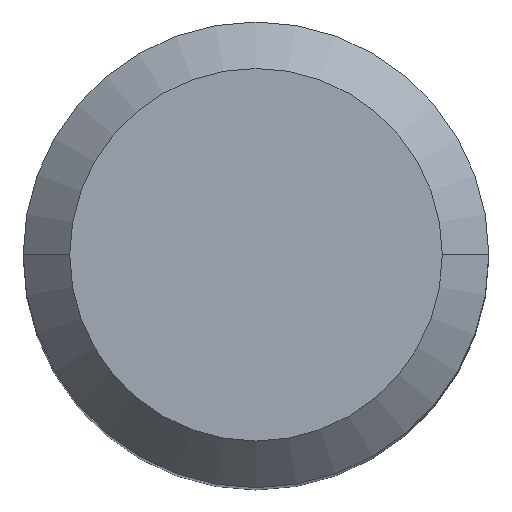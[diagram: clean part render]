
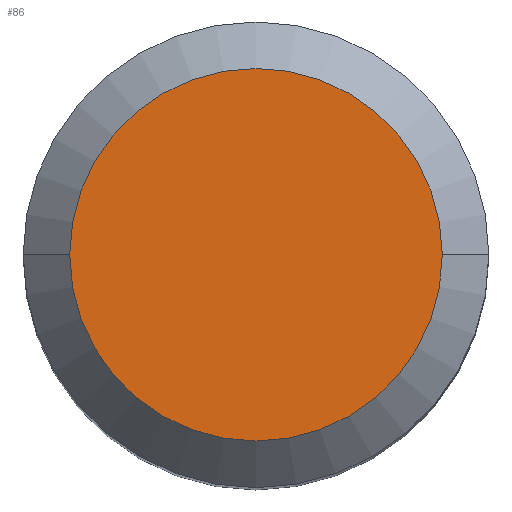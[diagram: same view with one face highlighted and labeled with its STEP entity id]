
A CAD part, top view. The second image highlights one B-rep face of the part: STEP entity #86.
In plain terms, the highlighted planar face has unit normal (0, 0, 1).
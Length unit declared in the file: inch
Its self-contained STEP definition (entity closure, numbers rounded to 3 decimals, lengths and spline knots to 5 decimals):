
#38 = CARTESIAN_POINT ( 'NONE',  ( 0.25196, 0., 0. ) ) ;
#56 = CARTESIAN_POINT ( 'NONE',  ( -0.25196, 0., 0. ) ) ;
#64 = CIRCLE ( 'NONE', #455, 0.25196 ) ;
#76 = VERTEX_POINT ( 'NONE', #56 ) ;
#86 = ADVANCED_FACE ( 'NONE', ( #130 ), #470, .F. ) ;
#87 = DIRECTION ( 'NONE',  ( 1., 0., 0. ) ) ;
#116 = EDGE_LOOP ( 'NONE', ( #123, #219 ) ) ;
#123 = ORIENTED_EDGE ( 'NONE', *, *, #477, .T. ) ;
#125 = AXIS2_PLACEMENT_3D ( 'NONE', #230, #419, #87 ) ;
#130 = FACE_OUTER_BOUND ( 'NONE', #116, .T. ) ;
#162 = CARTESIAN_POINT ( 'NONE',  ( 0., 0., 0. ) ) ;
#192 = EDGE_CURVE ( 'NONE', #344, #76, #64, .T. ) ;
#219 = ORIENTED_EDGE ( 'NONE', *, *, #192, .T. ) ;
#230 = CARTESIAN_POINT ( 'NONE',  ( 0., 0., 0. ) ) ;
#237 = DIRECTION ( 'NONE',  ( 0., 0., -1. ) ) ;
#253 = CARTESIAN_POINT ( 'NONE',  ( 0., 0., 0. ) ) ;
#297 = DIRECTION ( 'NONE',  ( 0., 0., 1. ) ) ;
#330 = CIRCLE ( 'NONE', #125, 0.25196 ) ;
#333 = DIRECTION ( 'NONE',  ( 1., 0., 0. ) ) ;
#344 = VERTEX_POINT ( 'NONE', #38 ) ;
#375 = AXIS2_PLACEMENT_3D ( 'NONE', #162, #237, #428 ) ;
#419 = DIRECTION ( 'NONE',  ( 0., 0., 1. ) ) ;
#428 = DIRECTION ( 'NONE',  ( -1., 0., 0. ) ) ;
#455 = AXIS2_PLACEMENT_3D ( 'NONE', #253, #297, #333 ) ;
#470 = PLANE ( 'NONE',  #375 ) ;
#477 = EDGE_CURVE ( 'NONE', #76, #344, #330, .T. ) ;
